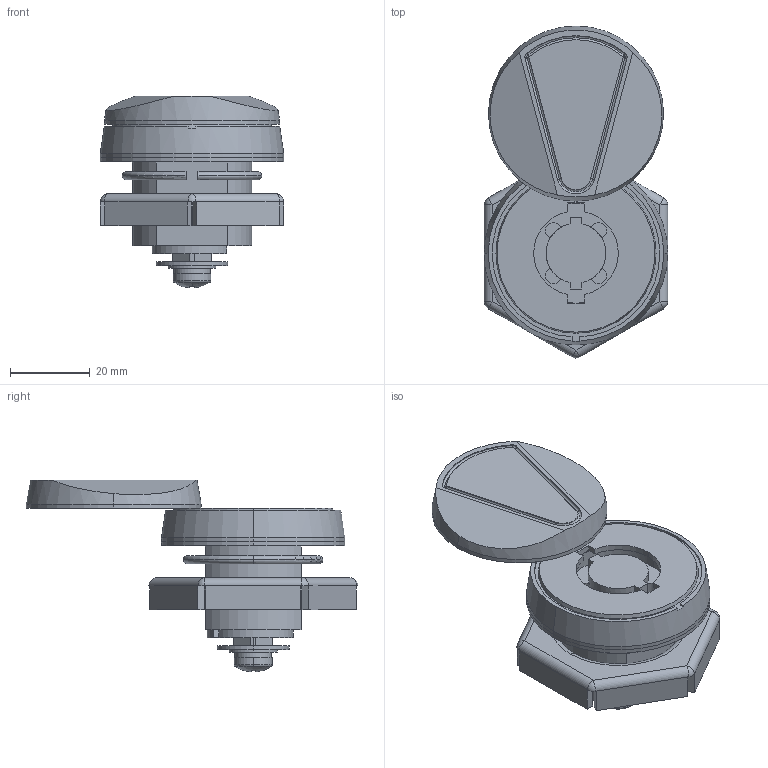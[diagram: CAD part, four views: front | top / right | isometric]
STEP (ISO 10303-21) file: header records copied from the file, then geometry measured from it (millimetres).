
FILE_DESCRIPTION (( 'STEP AP203' ), '1' );
FILE_NAME ('A-1314-2.STEP', '2016-12-05T01:03:58', ( '' ), ( '' ), 'SwSTEP 2.0', 'SolidWorks 2014', '' );
FILE_SCHEMA (( 'CONFIG_CONTROL_DESIGN' ));
Length unit declared in the file: millimetre
Products named in the file (13): A-1314-2パッキン_; A-1314-2平座金_; A-1314-2儕儞僌儚僢僔儍乕_; 廫帤寠晅側傋偹偠M5_M5 x 10; A-1314-2キャップ_; A-1314-2僗僩僢僷乕_; スプリングワッシャーM5_JIS B 1251 No.2 5; A-1314-2本体_; A-1314-2; A-1314-2六角ナット_; A-1314-2儚僢僔儍乕_; A-1314-2僗儁乕僒乕_; A-1314-2ローター_
Assembly tree (12 placements, depth 2):
  A-1314-2
    A-1314-2本体_
    A-1314-2ローター_
    A-1314-2キャップ_
    A-1314-2六角ナット_
    A-1314-2パッキン_
    A-1314-2僗僩僢僷乕_
    A-1314-2儚僢僔儍乕_
    A-1314-2儕儞僌儚僢僔儍乕_
    A-1314-2平座金_
    スプリングワッシャーM5_JIS B 1251 No.2 5
    A-1314-2僗儁乕僒乕_
    廫帤寠晅側傋偹偠M5_M5 x 10
Bounding box: 46 x 83.2 x 48.07 mm (x, y, z)
Volume: 34819.3 mm3; surface area: 25751.2 mm2
Topology: 12 solids, 12 shells, 325 faces, 783 edges, 497 vertices
Faces by surface type: plane 154, cylinder 123, torus 20, cone 18, sphere 8, bspline 2
Entity records: 11006 total; most frequent: CARTESIAN_POINT 1838, DIRECTION 1753, ORIENTED_EDGE 1550, EDGE_CURVE 775, AXIS2_PLACEMENT_3D 676, VERTEX_POINT 495, VECTOR 401, LINE 401
